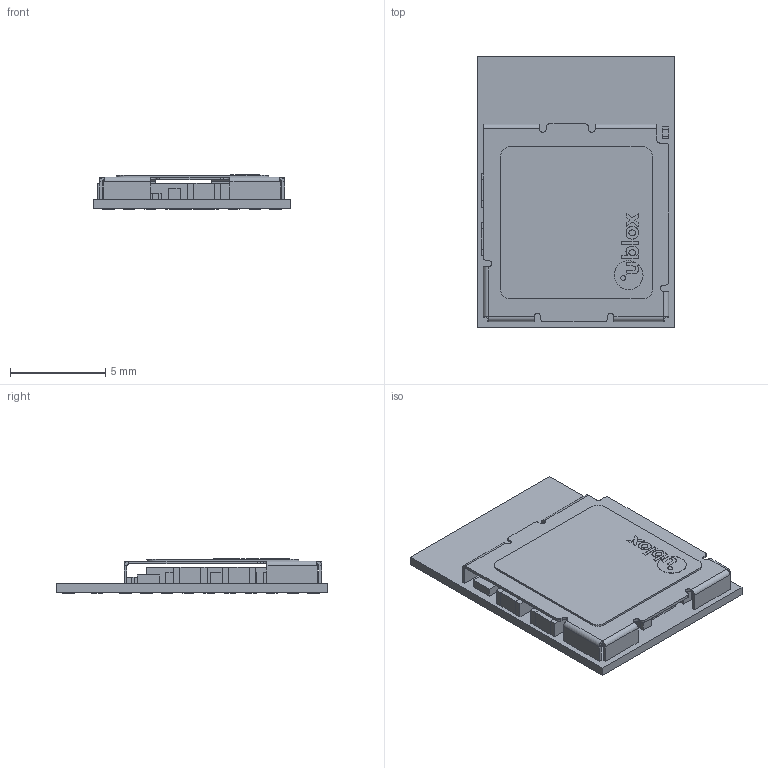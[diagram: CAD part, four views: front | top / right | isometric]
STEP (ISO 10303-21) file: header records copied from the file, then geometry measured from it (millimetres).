
FILE_DESCRIPTION(('Open CASCADE Model'),'2;1');
FILE_NAME('Open CASCADE Shape Model','2020-10-07T16:18:08',('Author'),( 'Open CASCADE'),'Open CASCADE STEP processor 6.8','Open CASCADE 6.8' ,'Unknown');
FILE_SCHEMA(('AUTOMOTIVE_DESIGN { 1 0 10303 214 1 1 1 1 }'));
Length unit declared in the file: millimetre
Products named in the file (77): PCB; Board; Open CASCADE STEP translator 6.8 2.1.1; w; label_with_logo_8x8; label_8x8; logo_full_4mm; logo_x_4mm; logo_o_4mm; logo_l_4mm; logo_b_4mm; logo_u_4mm; UBXH04-0000650_NORA-TYPE-1_SHIELD_rev3; C25; 6438983040; Extruded; 6438981200; L1; 6438400496; 6438400016; J1; 6438983360; C16; 6438979360; 6438978880; C1; R1; 6438399056; 6438398816; L4; C24; C22; L5; 6438393536; 6438393296; C18; 6438402096; 6438401856; C12; C17 ...
Assembly tree (221 placements, depth 5):
  PCB
    Board
      Open CASCADE STEP translator 6.8 2.1.1
    w
      label_with_logo_8x8
        label_8x8
        logo_full_4mm
          logo_x_4mm
          logo_o_4mm
          logo_l_4mm
          logo_b_4mm
          logo_u_4mm
      UBXH04-0000650_NORA-TYPE-1_SHIELD_rev3
    C25
      6438983040  x2
        Extruded
      6438981200
        Extruded
    L1
      6438400496  x2
        Extruded
      6438400016
        Extruded
    J1
      6438983360  x82
        Extruded
    C16
      6438979360  x2
        Extruded
      6438978880
        Extruded
    C1
      6438978880
        Extruded
      6438979360  x2
        Extruded
    R1
      6438399056
        Extruded
      6438398816  x2
        Extruded
    L4
      6438400016
        Extruded
      6438400496  x2
        Extruded
    C24
      6438979360  x2
        Extruded
      6438978880
        Extruded
    C22
      6438983040  x2
        Extruded
      6438981200
        Extruded
    L5
      6438393536
        Extruded
      6438393296  x2
Bounding box: 10.4 x 14.3 x 1.79 mm (x, y, z)
Volume: 151.5 mm3; surface area: 1087.5 mm2
Topology: 171 solids, 171 shells, 3073 faces, 7790 edges, 5177 vertices
Faces by surface type: plane 2870, cylinder 148, bspline 55
Full cylindrical faces by diameter (mm): 0.2 x116, 0.4 x1
Entity records: 19901 total; most frequent: CARTESIAN_POINT 3604, DIRECTION 2760, ORIENTED_EDGE 2380, EDGE_CURVE 1190, AXIS2_PLACEMENT_3D 1047, VERTEX_POINT 777, FACE_BOUND 707, EDGE_LOOP 707
